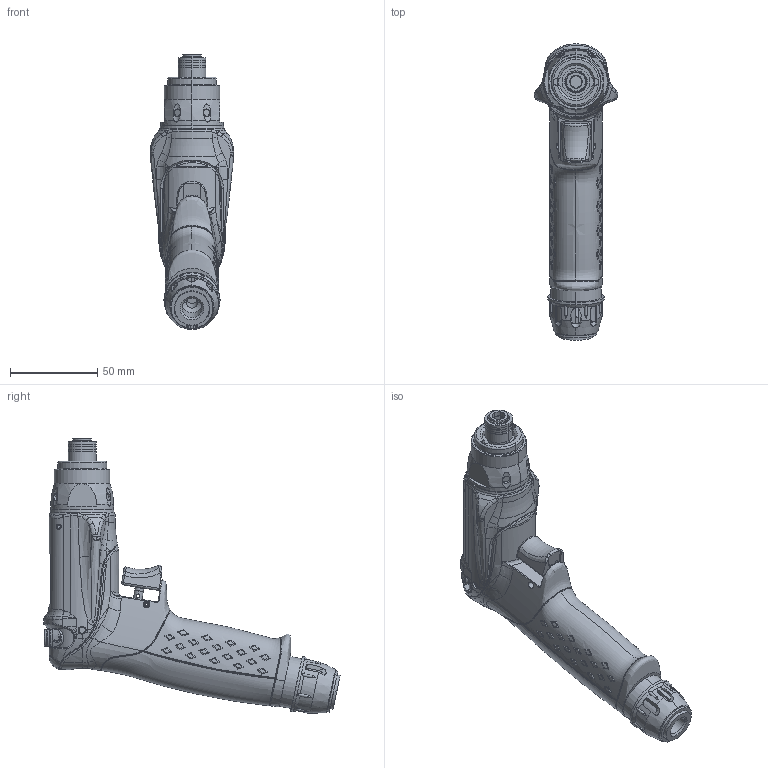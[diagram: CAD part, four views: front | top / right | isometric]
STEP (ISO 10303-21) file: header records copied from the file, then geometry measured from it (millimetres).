
FILE_DESCRIPTION((''),'2;1');
FILE_NAME('EXT_COMP_SW0001','2022-09-19T01:37:18',('INEdipo'),(''),'CREO PARAMETRIC BY PTC INC, 2020281','CREO PARAMETRIC BY PTC INC, 2020281','');
FILE_SCHEMA(('CONFIG_CONTROL_DESIGN'));
Length unit declared in the file: inch
Products named in the file (1): EXT_COMP_SW0001
Bounding box: 48.05 x 170.1 x 157.81 mm (x, y, z)
Volume: 250954.6 mm3; surface area: 51814.2 mm2
Topology: 3 solids, 3 shells, 1756 faces, 4524 edges, 2820 vertices
Faces by surface type: bspline 831, plane 359, cylinder 236, extrusion 159, torus 79, cone 77, revolution 10, sphere 5
Entity records: 142178 total; most frequent: CARTESIAN_POINT 106955, ORIENTED_EDGE 9030, EDGE_CURVE 4515, DIRECTION 4501, VERTEX_POINT 2820, B_SPLINE_CURVE_WITH_KNOTS 2730, EDGE_LOOP 1851, FACE_OUTER_BOUND 1756
